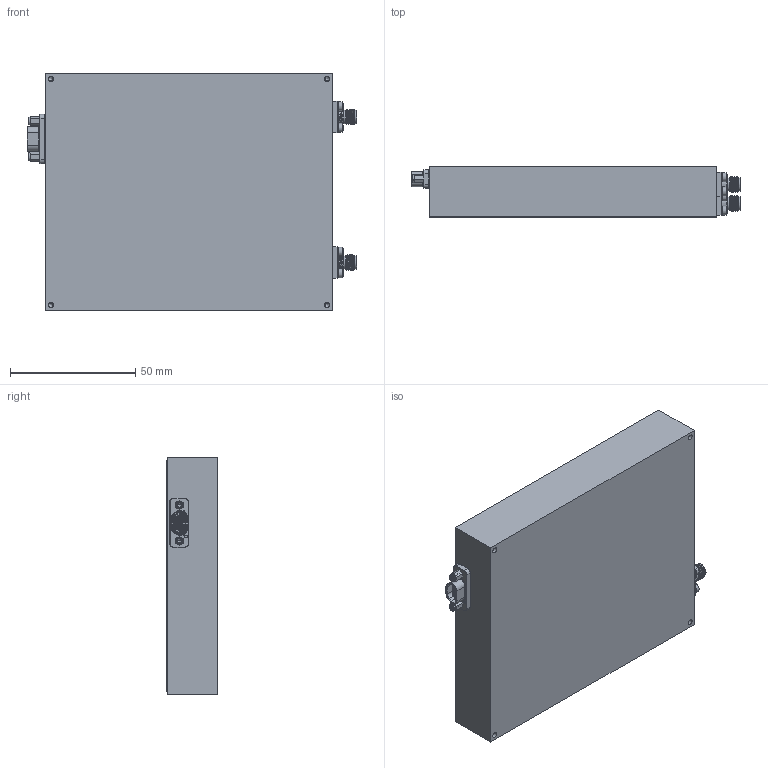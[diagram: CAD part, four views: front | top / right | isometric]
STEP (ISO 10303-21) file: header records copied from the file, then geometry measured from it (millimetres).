
FILE_DESCRIPTION (( 'STEP AP214' ), '1' );
FILE_NAME ('PFS-1G20G.STEP', '2025-01-20T14:03:15', ( '' ), ( '' ), 'SwSTEP 2.0', 'SolidWorks 2024', '' );
FILE_SCHEMA (( 'AUTOMOTIVE_DESIGN' ));
Length unit declared in the file: inch
Products named in the file (1): PFS-1G20G
Bounding box: 131.66 x 20.13 x 95 mm (x, y, z)
Volume: 221231.7 mm3; surface area: 54726.4 mm2
Topology: 29 solids, 29 shells, 1317 faces, 4465 edges, 3439 vertices
Faces by surface type: plane 652, cylinder 341, cone 182, bspline 84, torus 50, sphere 8
Full cylindrical faces by diameter (mm): 1.778 x18, 2.184 x26, 2.362 x8, 3.556 x8, 4.229 x2, 4.623 x2, 5.347 x4, 6.287 x2
Entity records: 83898 total; most frequent: CARTESIAN_POINT 35007, ORIENTED_EDGE 8550, DIRECTION 6119, EDGE_CURVE 4275, VERTEX_POINT 3387, AXIS2_PLACEMENT_3D 2111, VECTOR 1897, LINE 1897
